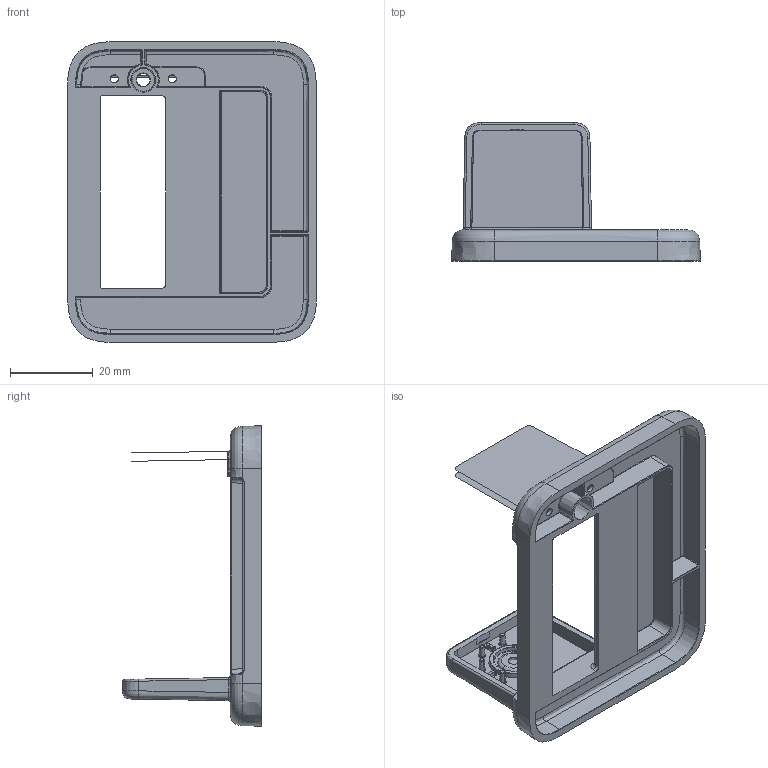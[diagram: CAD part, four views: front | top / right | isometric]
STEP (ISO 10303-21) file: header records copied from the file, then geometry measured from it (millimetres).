
FILE_DESCRIPTION((''),'2;1');
FILE_NAME('FOOT_RIGHT_00I','2015-11-19T',('simon.baumgartner'),(''),'PRO/ENGINEER BY PARAMETRIC TECHNOLOGY CORPORATION, 2014430','PRO/ENGINEER BY PARAMETRIC TECHNOLOGY CORPORATION, 2014430','');
FILE_SCHEMA(('CONFIG_CONTROL_DESIGN'));
Length unit declared in the file: millimetre
Products named in the file (1): FOOT_RIGHT_00I
Bounding box: 60.02 x 33.5 x 72.52 mm (x, y, z)
Volume: 12818.7 mm3; surface area: 16909.2 mm2
Topology: 1 solids, 5 shells, 560 faces, 1261 edges, 730 vertices
Faces by surface type: bspline 146, cylinder 138, plane 109, torus 74, cone 54, sphere 20, extrusion 19
Entity records: 30561 total; most frequent: CARTESIAN_POINT 18992, ORIENTED_EDGE 2498, DIRECTION 2220, EDGE_CURVE 1261, AXIS2_PLACEMENT_3D 876, VERTEX_POINT 730, EDGE_LOOP 593, FACE_OUTER_BOUND 560
